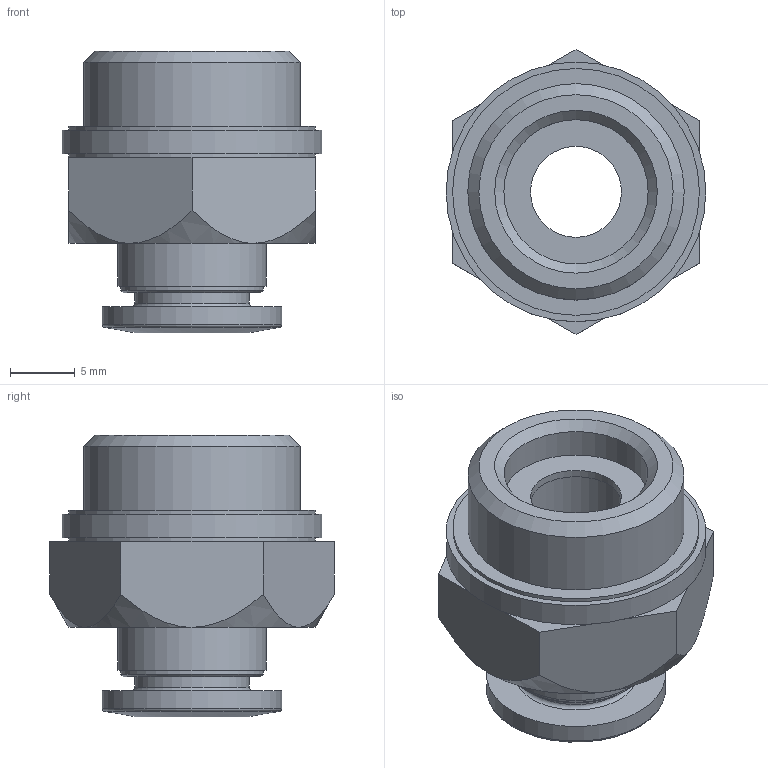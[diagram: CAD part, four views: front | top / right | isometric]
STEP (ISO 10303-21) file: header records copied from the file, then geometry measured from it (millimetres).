
FILE_DESCRIPTION(/* description */ ('STEP AP214'),/* implementation_level */ '2;1');
FILE_NAME(/* name */ '132043_QS-G3_8-8-50',/* time_stamp */ '2024-09-14T07:34:04+02:00',/* author */ ('License CC BY-ND 4.0'),/* organization */ ('CADENAS'),/* preprocessor_version */ 'ST-DEVELOPER v19.3',/* originating_system */ 'PARTsolutions',/* authorisation */ ' ');
FILE_SCHEMA (('AUTOMOTIVE_DESIGN {1 0 10303 214 3 1 1}'));
Length unit declared in the file: millimetre
Products named in the file (1): 132043 QS-G3/8-8-50
Bounding box: 20 x 21.94 x 21.7 mm (x, y, z)
Volume: 3521.7 mm3; surface area: 2397.3 mm2
Topology: 1 solids, 1 shells, 46 faces, 88 edges, 52 vertices
Faces by surface type: plane 22, cylinder 11, cone 10, torus 3
Full cylindrical faces by diameter (mm): 7 x1, 8 x1, 8.8 x1, 11 x1, 11.108 x1, 11.4 x1, 13.8 x1, 16.662 x1, 19 x2, 20 x1
Entity records: 1426 total; most frequent: CARTESIAN_POINT 215, DIRECTION 190, ORIENTED_EDGE 138, AXIS2_PLACEMENT_3D 86, EDGE_LOOP 74, FACE_BOUND 74, EDGE_CURVE 69, VERTEX_POINT 51
